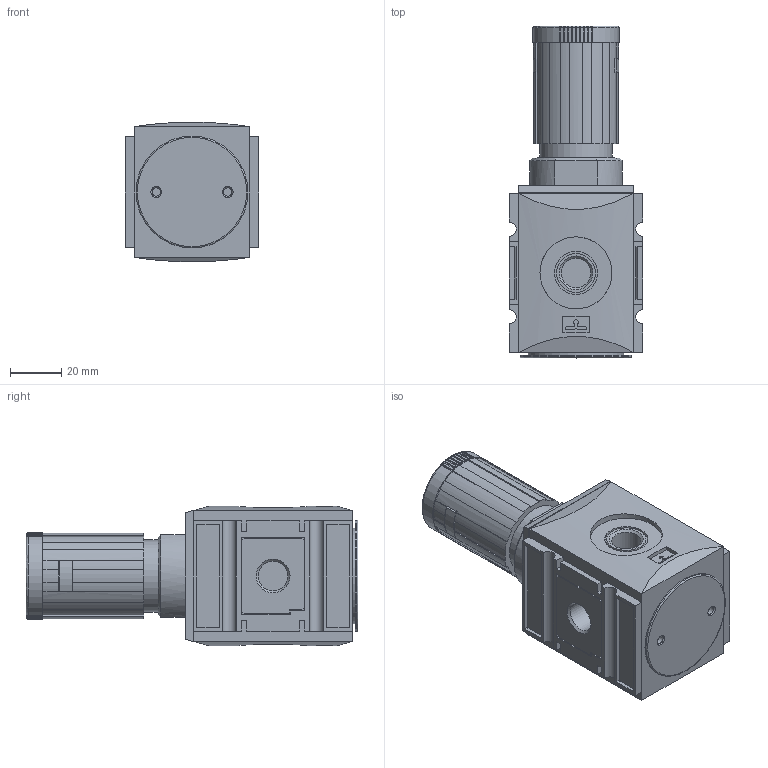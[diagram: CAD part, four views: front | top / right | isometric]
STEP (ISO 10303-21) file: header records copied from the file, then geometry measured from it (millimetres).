
FILE_DESCRIPTION(/* description */ ('STEP AP214'),/* implementation_level */ '2;1');
FILE_NAME(/* name */ '029952',/* time_stamp */ '2026-03-16T11:31:26+01:00',/* author */ ('License CC BY-ND 4.0'),/* organization */ ('CADENAS'),/* preprocessor_version */ 'ST-DEVELOPER v20',/* originating_system */ 'PARTsolutions',/* authorisation */ ' ');
FILE_SCHEMA (('AUTOMOTIVE_DESIGN {1 0 10303 214 3 1 1}'));
Length unit declared in the file: millimetre
Products named in the file (3): 029952; FU 7210G 1/4000-1; FU 7210-3
Assembly tree (2 placements, depth 2):
  029952
    FU 7210G 1/4000-1
    FU 7210-3
Bounding box: 52 x 129 x 54.19 mm (x, y, z)
Volume: 214999.6 mm3; surface area: 34458.6 mm2
Topology: 2 solids, 2 shells, 452 faces, 1201 edges, 788 vertices
Faces by surface type: plane 303, cylinder 118, torus 21, cone 10
Full cylindrical faces by diameter (mm): 3.2 x2, 11.445 x4, 15.1 x1, 16.5 x1, 16.8 x2, 28 x3, 36 x1, 37.2 x1, 43.5 x1
Entity records: 17146 total; most frequent: CARTESIAN_POINT 2473, DIRECTION 2462, ORIENTED_EDGE 2332, EDGE_CURVE 1166, AXIS2_PLACEMENT_3D 853, VERTEX_POINT 780, LINE 756, VECTOR 756
